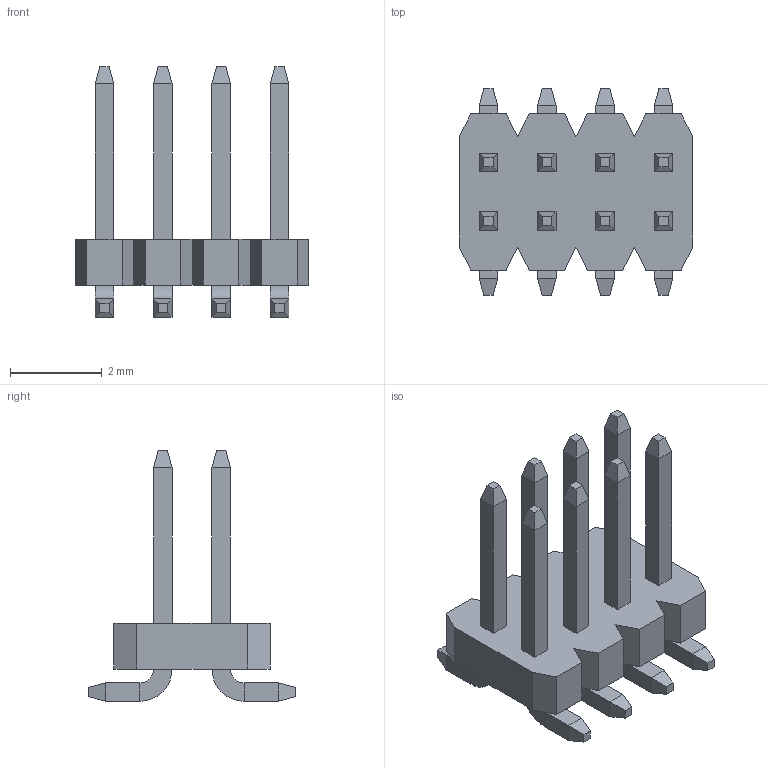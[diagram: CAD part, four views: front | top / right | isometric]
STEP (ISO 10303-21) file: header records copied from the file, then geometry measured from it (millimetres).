
FILE_DESCRIPTION (( 'STEP AP214' ), '1' );
FILE_NAME ('FPH12746-D08S1014100103M-REF.STEP', '2026-01-20T00:50:43', ( '' ), ( '' ), 'SwSTEP 2.0', 'SolidWorks 2021', '' );
FILE_SCHEMA (( 'AUTOMOTIVE_DESIGN' ));
Length unit declared in the file: millimetre
Products named in the file (1): FPH12746-D08S1014100103M-REF
Bounding box: 5.08 x 4.5 x 5.45 mm (x, y, z)
Volume: 23.1 mm3; surface area: 120.7 mm2
Topology: 1 solids, 1 shells, 204 faces, 462 edges, 276 vertices
Faces by surface type: plane 188, cylinder 16
Entity records: 5524 total; most frequent: CARTESIAN_POINT 943, ORIENTED_EDGE 924, DIRECTION 904, EDGE_CURVE 462, LINE 430, VECTOR 430, VERTEX_POINT 276, AXIS2_PLACEMENT_3D 237
